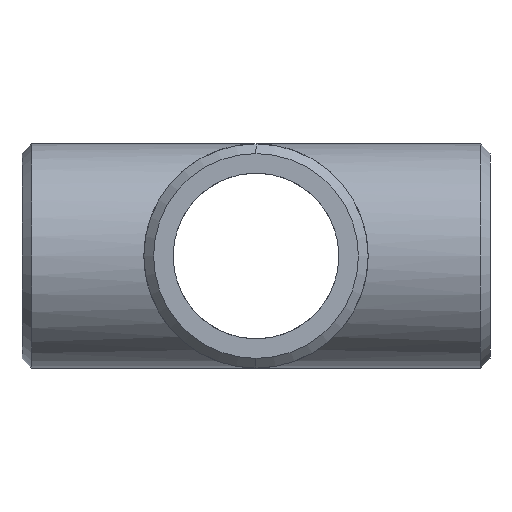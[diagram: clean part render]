
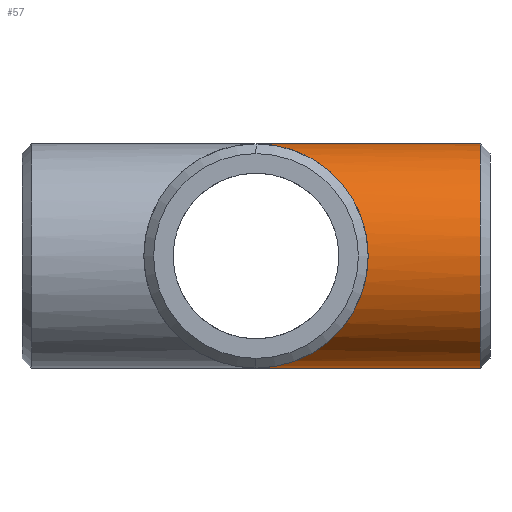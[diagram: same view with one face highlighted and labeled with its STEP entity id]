
A CAD part, left-side view. The second image highlights one B-rep face of the part: STEP entity #57.
In plain terms, the highlighted cylindrical face has radius 36.513 mm (diameter 73.025 mm), a partial arc.
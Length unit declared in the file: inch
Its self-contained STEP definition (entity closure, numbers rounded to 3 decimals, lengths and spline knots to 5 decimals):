
#5 = CARTESIAN_POINT ( 'NONE',  ( 0., 0., -1.4375 ) ) ;
#9 = DIRECTION ( 'NONE',  ( 0., 1., 0. ) ) ;
#31 = CIRCLE ( 'NONE', #312, 1.4375 ) ;
#37 = EDGE_LOOP ( 'NONE', ( #279, #721, #397, #86 ) ) ;
#56 = VERTEX_POINT ( 'NONE', #741 ) ;
#57 = ADVANCED_FACE ( 'NONE', ( #607 ), #791, .T. ) ;
#70 = CARTESIAN_POINT ( 'NONE',  ( 0., 0., 1.4375 ) ) ;
#83 = EDGE_CURVE ( 'NONE', #56, #736, #143, .T. ) ;
#86 = ORIENTED_EDGE ( 'NONE', *, *, #379, .F. ) ;
#126 = CARTESIAN_POINT ( 'NONE',  ( -2.875, -2.875, 1.4375 ) ) ;
#141 = VERTEX_POINT ( 'NONE', #5 ) ;
#143 = LINE ( 'NONE', #202, #417 ) ;
#146 =( BOUNDED_CURVE ( )  B_SPLINE_CURVE ( 3, ( #260, #193, #126, #70 ),
 .UNSPECIFIED., .F., .T. ) 
 B_SPLINE_CURVE_WITH_KNOTS ( ( 4, 4 ),
 ( 4.71239, 7.85398 ),
 .UNSPECIFIED. ) 
 CURVE ( )  GEOMETRIC_REPRESENTATION_ITEM ( )  RATIONAL_B_SPLINE_CURVE ( ( 1., 0.333, 0.333, 1. ) ) 
 REPRESENTATION_ITEM ( '' )  );
#170 = LINE ( 'NONE', #229, #324 ) ;
#193 = CARTESIAN_POINT ( 'NONE',  ( -2.875, -2.875, -1.4375 ) ) ;
#202 = CARTESIAN_POINT ( 'NONE',  ( 0., -3., 1.4375 ) ) ;
#229 = CARTESIAN_POINT ( 'NONE',  ( 0., -3., -1.4375 ) ) ;
#236 = VERTEX_POINT ( 'NONE', #595 ) ;
#237 = DIRECTION ( 'NONE',  ( 0., 1., 0. ) ) ;
#244 = DIRECTION ( 'NONE',  ( 0., 0., -1. ) ) ;
#260 = CARTESIAN_POINT ( 'NONE',  ( 0., 0., -1.4375 ) ) ;
#279 = ORIENTED_EDGE ( 'NONE', *, *, #377, .T. ) ;
#312 = AXIS2_PLACEMENT_3D ( 'NONE', #477, #738, #358 ) ;
#324 = VECTOR ( 'NONE', #237, 39.37008 ) ;
#358 = DIRECTION ( 'NONE',  ( 0., 0., -1. ) ) ;
#377 = EDGE_CURVE ( 'NONE', #236, #56, #31, .T. ) ;
#379 = EDGE_CURVE ( 'NONE', #236, #141, #170, .T. ) ;
#397 = ORIENTED_EDGE ( 'NONE', *, *, #570, .F. ) ;
#417 = VECTOR ( 'NONE', #9, 39.37008 ) ;
#477 = CARTESIAN_POINT ( 'NONE',  ( 0., -2.875, 0. ) ) ;
#570 = EDGE_CURVE ( 'NONE', #141, #736, #146, .T. ) ;
#587 = AXIS2_PLACEMENT_3D ( 'NONE', #802, #786, #244 ) ;
#595 = CARTESIAN_POINT ( 'NONE',  ( 0., -2.875, -1.4375 ) ) ;
#607 = FACE_OUTER_BOUND ( 'NONE', #37, .T. ) ;
#720 = CARTESIAN_POINT ( 'NONE',  ( 0., 0., 1.4375 ) ) ;
#721 = ORIENTED_EDGE ( 'NONE', *, *, #83, .T. ) ;
#736 = VERTEX_POINT ( 'NONE', #720 ) ;
#738 = DIRECTION ( 'NONE',  ( 0., 1., 0. ) ) ;
#741 = CARTESIAN_POINT ( 'NONE',  ( 0., -2.875, 1.4375 ) ) ;
#786 = DIRECTION ( 'NONE',  ( 0., 1., 0. ) ) ;
#791 = CYLINDRICAL_SURFACE ( 'NONE', #587, 1.4375 ) ;
#802 = CARTESIAN_POINT ( 'NONE',  ( 0., -3., 0. ) ) ;
